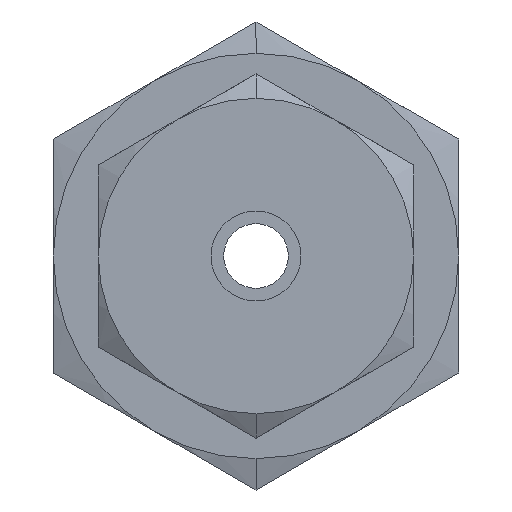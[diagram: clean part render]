
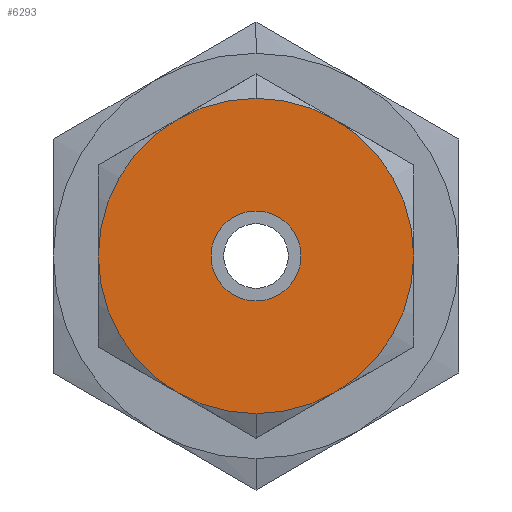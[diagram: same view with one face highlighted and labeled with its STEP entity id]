
A CAD part, left-side view. The second image highlights one B-rep face of the part: STEP entity #6293.
In plain terms, the highlighted planar face has unit normal (-1, 0, 0).
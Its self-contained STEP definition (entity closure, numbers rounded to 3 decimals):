
#300 = CIRCLE ( 'NONE', #4567, 1.585 ) ;
#574 = DIRECTION ( 'NONE',  ( 1., 0., 0. ) ) ;
#605 = VERTEX_POINT ( 'NONE', #6701 ) ;
#648 = EDGE_LOOP ( 'NONE', ( #2239, #2909 ) ) ;
#676 = DIRECTION ( 'NONE',  ( 0., 0., 1. ) ) ;
#767 = DIRECTION ( 'NONE',  ( -1., 0., 0. ) ) ;
#953 = DIRECTION ( 'NONE',  ( 1., 0., 0. ) ) ;
#991 = CARTESIAN_POINT ( 'NONE',  ( 0., 0., 0. ) ) ;
#1094 = CARTESIAN_POINT ( 'NONE',  ( 0., 0., -1.585 ) ) ;
#1115 = EDGE_CURVE ( 'NONE', #6465, #605, #4794, .T. ) ;
#1146 = EDGE_CURVE ( 'NONE', #605, #6465, #6756, .T. ) ;
#1892 = CIRCLE ( 'NONE', #5471, 1.585 ) ;
#2239 = ORIENTED_EDGE ( 'NONE', *, *, #1115, .F. ) ;
#2317 = ORIENTED_EDGE ( 'NONE', *, *, #5465, .T. ) ;
#2462 = CARTESIAN_POINT ( 'NONE',  ( 0., 0., 2.777 ) ) ;
#2813 = CARTESIAN_POINT ( 'NONE',  ( 0., 0., 0. ) ) ;
#2909 = ORIENTED_EDGE ( 'NONE', *, *, #1146, .F. ) ;
#2969 = PLANE ( 'NONE',  #3874 ) ;
#3179 = CARTESIAN_POINT ( 'NONE',  ( 0., 0., 5.555 ) ) ;
#3813 = ORIENTED_EDGE ( 'NONE', *, *, #4849, .T. ) ;
#3874 = AXIS2_PLACEMENT_3D ( 'NONE', #2462, #767, #4016 ) ;
#3955 = EDGE_LOOP ( 'NONE', ( #2317, #3813 ) ) ;
#4016 = DIRECTION ( 'NONE',  ( 0., 0., 1. ) ) ;
#4145 = DIRECTION ( 'NONE',  ( 0., 0., -1. ) ) ;
#4279 = DIRECTION ( 'NONE',  ( 1., 0., 0. ) ) ;
#4567 = AXIS2_PLACEMENT_3D ( 'NONE', #991, #953, #5407 ) ;
#4794 = CIRCLE ( 'NONE', #5502, 5.555 ) ;
#4849 = EDGE_CURVE ( 'NONE', #6426, #5889, #1892, .T. ) ;
#4903 = DIRECTION ( 'NONE',  ( 0., 0., 1. ) ) ;
#5379 = AXIS2_PLACEMENT_3D ( 'NONE', #6322, #5783, #4145 ) ;
#5407 = DIRECTION ( 'NONE',  ( 0., 0., -1. ) ) ;
#5465 = EDGE_CURVE ( 'NONE', #5889, #6426, #300, .T. ) ;
#5471 = AXIS2_PLACEMENT_3D ( 'NONE', #2813, #574, #676 ) ;
#5502 = AXIS2_PLACEMENT_3D ( 'NONE', #6458, #4279, #4903 ) ;
#5759 = FACE_OUTER_BOUND ( 'NONE', #648, .T. ) ;
#5783 = DIRECTION ( 'NONE',  ( 1., 0., 0. ) ) ;
#5868 = CARTESIAN_POINT ( 'NONE',  ( 0., 0., 1.585 ) ) ;
#5889 = VERTEX_POINT ( 'NONE', #1094 ) ;
#6293 = ADVANCED_FACE ( 'NONE', ( #6875, #5759 ), #2969, .T. ) ;
#6322 = CARTESIAN_POINT ( 'NONE',  ( 0., 0., 0. ) ) ;
#6426 = VERTEX_POINT ( 'NONE', #5868 ) ;
#6458 = CARTESIAN_POINT ( 'NONE',  ( 0., 0., 0. ) ) ;
#6465 = VERTEX_POINT ( 'NONE', #3179 ) ;
#6701 = CARTESIAN_POINT ( 'NONE',  ( 0., 0., -5.555 ) ) ;
#6756 = CIRCLE ( 'NONE', #5379, 5.555 ) ;
#6875 = FACE_BOUND ( 'NONE', #3955, .T. ) ;
